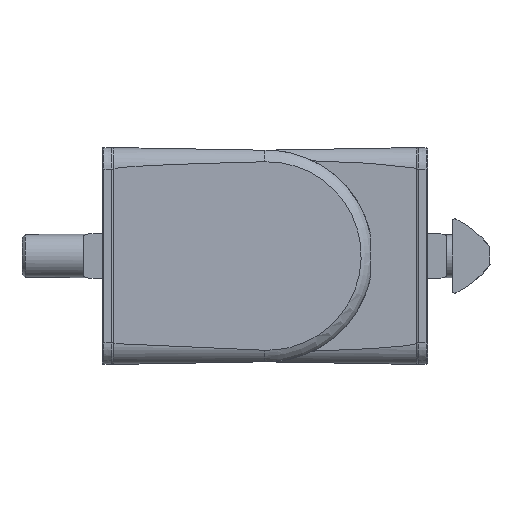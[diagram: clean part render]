
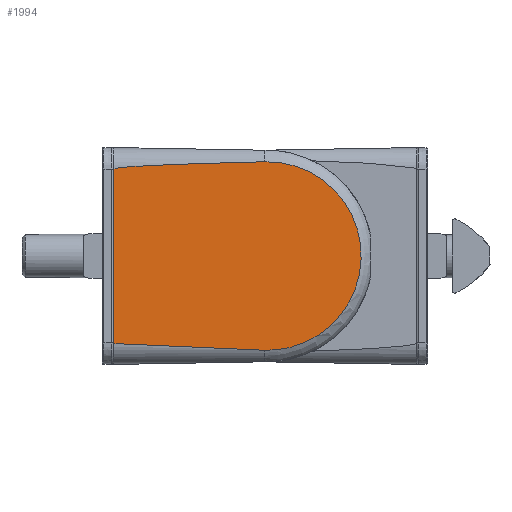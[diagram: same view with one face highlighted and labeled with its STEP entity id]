
A CAD part, front view. The second image highlights one B-rep face of the part: STEP entity #1994.
In plain terms, the highlighted face is planar.
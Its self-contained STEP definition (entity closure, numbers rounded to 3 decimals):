
#1994=ADVANCED_FACE('',(#2536),#2537,.F.);
#2536=FACE_OUTER_BOUND('',#3188,.T.);
#2537=PLANE('',#3189);
#3188=EDGE_LOOP('',(#4997,#4998,#4999,#5000));
#3189=AXIS2_PLACEMENT_3D('',#5001,#5002,#5003);
#4997=ORIENTED_EDGE('',*,*,#6300,.F.);
#4998=ORIENTED_EDGE('',*,*,#6301,.F.);
#4999=ORIENTED_EDGE('',*,*,#6220,.T.);
#5000=ORIENTED_EDGE('',*,*,#6302,.F.);
#5001=CARTESIAN_POINT('',(0.0,40.0,40.0));
#5002=DIRECTION('',(0.009,-1.,0.0));
#5003=DIRECTION('',(0.0,0.0,-1.0));
#6220=EDGE_CURVE('',#7304,#7309,#7311,.T.);
#6300=EDGE_CURVE('',#7446,#7447,#7448,.T.);
#6301=EDGE_CURVE('',#7304,#7446,#7449,.T.);
#6302=EDGE_CURVE('',#7447,#7309,#7450,.T.);
#7304=VERTEX_POINT('',#10079);
#7309=VERTEX_POINT('',#10085);
#7311=LINE('',#10087,#10088);
#7446=VERTEX_POINT('',#10346);
#7447=VERTEX_POINT('',#10347);
#7448=B_SPLINE_CURVE_WITH_KNOTS('',3,(#10348,#10349,#10350,#10351,#10352,#10353,#10354,#10355,#10356,#10357,#10358,#10359,#10360,#10361,#10362,#10363,#10364,#10365,#10366,#10367,#10368,#10369,#10370,#10371,#10372,#10373,#10374,#10375,#10376,#10377,#10378,#10379,#10380,#10381,#10382,#10383,#10384,#10385,#10386,#10387,#10388,#10389,#10390,#10391,#10392,#10393,#10394,#10395,#10396,#10397,#10398,#10399,#10400,#10401,#10402,#10403,#10404,#10405,#10406,#10407,#10408,#10409,#10410,#10411,#10412,#10413,#10414),.UNSPECIFIED.,.F.,.F.,(4,1,1,1,1,1,1,1,1,1,1,1,1,1,1,1,1,1,1,1,1,1,1,1,1,1,1,1,1,1,1,1,1,1,1,1,1,1,1,1,1,1,1,1,1,1,1,1,1,1,1,1,1,1,1,1,1,1,1,1,1,1,1,1,4),(0.0,0.007,0.014,0.021,0.028,0.035,0.042,0.049,0.056,0.063,0.07,0.076,0.083,0.09,0.096,0.103,0.109,0.115,0.122,0.128,0.134,0.141,0.147,0.153,0.159,0.165,0.171,0.177,0.183,0.189,0.195,0.2,0.206,0.212,0.217,0.223,0.228,0.234,0.239,0.245,0.25,0.277,0.303,0.327,0.35,0.383,0.425,0.463,0.5,0.563,0.625,0.682,0.75,0.778,0.807,0.853,0.893,0.905,0.918,0.931,0.944,0.958,0.972,0.986,1.0),.UNSPECIFIED.);
#7449=ELLIPSE('',#10415,458.372,4.0);
#7450=ELLIPSE('',#10416,458.372,4.0);
#10079=CARTESIAN_POINT('',(0.0,40.0,16.0));
#10085=CARTESIAN_POINT('',(0.0,40.0,-16.0));
#10087=CARTESIAN_POINT('',(0.0,40.0,20.0));
#10088=VECTOR('',#11476,1.0);
#10346=CARTESIAN_POINT('',(-28.0,39.756,17.377));
#10347=CARTESIAN_POINT('',(-28.0,39.756,-17.377));
#10348=CARTESIAN_POINT('',(-28.,39.756,17.377));
#10349=CARTESIAN_POINT('',(-28.132,39.754,17.379));
#10350=CARTESIAN_POINT('',(-28.395,39.752,17.383));
#10351=CARTESIAN_POINT('',(-28.789,39.749,17.379));
#10352=CARTESIAN_POINT('',(-29.179,39.745,17.366));
#10353=CARTESIAN_POINT('',(-29.567,39.742,17.344));
#10354=CARTESIAN_POINT('',(-29.952,39.739,17.314));
#10355=CARTESIAN_POINT('',(-30.333,39.735,17.275));
#10356=CARTESIAN_POINT('',(-30.711,39.732,17.229));
#10357=CARTESIAN_POINT('',(-31.086,39.729,17.174));
#10358=CARTESIAN_POINT('',(-31.456,39.726,17.112));
#10359=CARTESIAN_POINT('',(-31.823,39.722,17.042));
#10360=CARTESIAN_POINT('',(-32.186,39.719,16.965));
#10361=CARTESIAN_POINT('',(-32.544,39.716,16.88));
#10362=CARTESIAN_POINT('',(-32.898,39.713,16.789));
#10363=CARTESIAN_POINT('',(-33.247,39.71,16.691));
#10364=CARTESIAN_POINT('',(-33.592,39.707,16.587));
#10365=CARTESIAN_POINT('',(-33.932,39.704,16.476));
#10366=CARTESIAN_POINT('',(-34.268,39.701,16.359));
#10367=CARTESIAN_POINT('',(-34.598,39.698,16.236));
#10368=CARTESIAN_POINT('',(-34.924,39.695,16.107));
#10369=CARTESIAN_POINT('',(-35.244,39.693,15.973));
#10370=CARTESIAN_POINT('',(-35.559,39.69,15.834));
#10371=CARTESIAN_POINT('',(-35.869,39.687,15.689));
#10372=CARTESIAN_POINT('',(-36.174,39.684,15.539));
#10373=CARTESIAN_POINT('',(-36.474,39.682,15.385));
#10374=CARTESIAN_POINT('',(-36.768,39.679,15.227));
#10375=CARTESIAN_POINT('',(-37.057,39.677,15.063));
#10376=CARTESIAN_POINT('',(-37.34,39.674,14.896));
#10377=CARTESIAN_POINT('',(-37.618,39.672,14.725));
#10378=CARTESIAN_POINT('',(-37.89,39.669,14.55));
#10379=CARTESIAN_POINT('',(-38.157,39.667,14.372));
#10380=CARTESIAN_POINT('',(-38.418,39.665,14.19));
#10381=CARTESIAN_POINT('',(-38.674,39.663,14.005));
#10382=CARTESIAN_POINT('',(-38.925,39.66,13.817));
#10383=CARTESIAN_POINT('',(-39.169,39.658,13.626));
#10384=CARTESIAN_POINT('',(-39.409,39.656,13.433));
#10385=CARTESIAN_POINT('',(-39.642,39.654,13.237));
#10386=CARTESIAN_POINT('',(-39.871,39.652,13.038));
#10387=CARTESIAN_POINT('',(-40.093,39.65,12.838));
#10388=CARTESIAN_POINT('',(-40.311,39.648,12.635));
#10389=CARTESIAN_POINT('',(-40.812,39.644,12.153));
#10390=CARTESIAN_POINT('',(-41.544,39.637,11.37));
#10391=CARTESIAN_POINT('',(-42.426,39.63,10.255));
#10392=CARTESIAN_POINT('',(-43.174,39.623,9.135));
#10393=CARTESIAN_POINT('',(-43.9,39.617,7.848));
#10394=CARTESIAN_POINT('',(-44.646,39.611,6.198));
#10395=CARTESIAN_POINT('',(-45.273,39.605,4.211));
#10396=CARTESIAN_POINT('',(-45.659,39.601,2.081));
#10397=CARTESIAN_POINT('',(-45.811,39.6,-0.453));
#10398=CARTESIAN_POINT('',(-45.513,39.603,-3.452));
#10399=CARTESIAN_POINT('',(-44.524,39.611,-6.679));
#10400=CARTESIAN_POINT('',(-42.898,39.626,-9.746));
#10401=CARTESIAN_POINT('',(-41.093,39.642,-11.949));
#10402=CARTESIAN_POINT('',(-39.376,39.656,-13.49));
#10403=CARTESIAN_POINT('',(-37.851,39.67,-14.625));
#10404=CARTESIAN_POINT('',(-36.011,39.686,-15.68));
#10405=CARTESIAN_POINT('',(-34.325,39.7,-16.361));
#10406=CARTESIAN_POINT('',(-33.18,39.71,-16.715));
#10407=CARTESIAN_POINT('',(-32.498,39.716,-16.896));
#10408=CARTESIAN_POINT('',(-31.795,39.723,-17.052));
#10409=CARTESIAN_POINT('',(-31.072,39.729,-17.18));
#10410=CARTESIAN_POINT('',(-30.329,39.735,-17.28));
#10411=CARTESIAN_POINT('',(-29.567,39.742,-17.348));
#10412=CARTESIAN_POINT('',(-28.789,39.749,-17.385));
#10413=CARTESIAN_POINT('',(-28.265,39.753,-17.379));
#10414=CARTESIAN_POINT('',(-28.0,39.756,-17.377));
#10415=AXIS2_PLACEMENT_3D('',#11609,#11610,#11611);
#10416=AXIS2_PLACEMENT_3D('',#11612,#11613,#11614);
#11476=DIRECTION('',(0.0,0.0,-1.0));
#11609=CARTESIAN_POINT('',(-458.355,36.0,16.0));
#11610=DIRECTION('',(0.009,-1.,0.0));
#11611=DIRECTION('',(1.,0.009,0.0));
#11612=CARTESIAN_POINT('',(-458.355,36.0,-16.0));
#11613=DIRECTION('',(0.009,-1.,0.0));
#11614=DIRECTION('',(1.,0.009,0.0));
